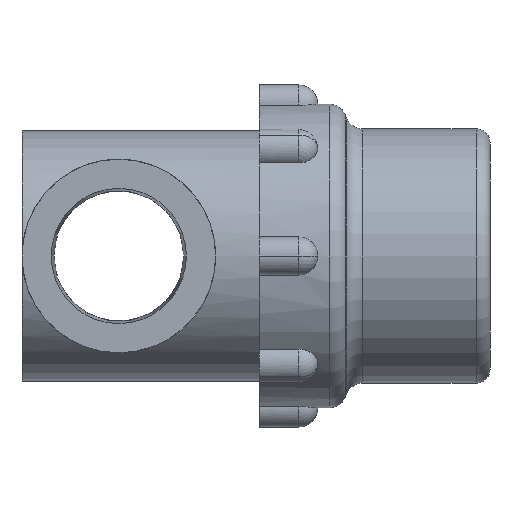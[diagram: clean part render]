
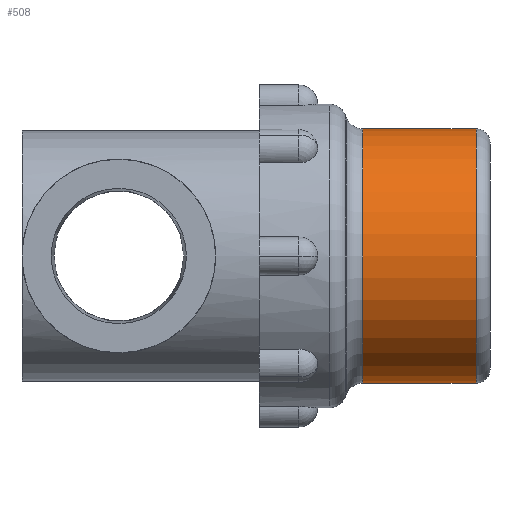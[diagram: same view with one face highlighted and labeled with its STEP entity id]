
A CAD part, left-side view. The second image highlights one B-rep face of the part: STEP entity #508.
In plain terms, the highlighted cylindrical face has radius 18.605 mm (diameter 37.211 mm), a partial arc.
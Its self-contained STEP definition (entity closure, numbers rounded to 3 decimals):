
#95 = AXIS2_PLACEMENT_3D ( 'NONE', #1175, #1174, #1173 ) ;
#130 = CIRCLE ( 'NONE', #95, 18.605 ) ;
#361 = EDGE_CURVE ( 'NONE', #2262, #2263, #130, .T. ) ;
#508 = ADVANCED_FACE ( 'NONE', ( #2057 ), #2060, .T. ) ;
#534 = EDGE_CURVE ( 'NONE', #2260, #2261, #590, .T. ) ;
#537 = EDGE_CURVE ( 'NONE', #2260, #2262, #2084, .T. ) ;
#540 = EDGE_CURVE ( 'NONE', #2261, #2263, #2085, .T. ) ;
#588 = AXIS2_PLACEMENT_3D ( 'NONE', #3272, #2537, #2949 ) ;
#590 = CIRCLE ( 'NONE', #588, 18.605 ) ;
#668 = AXIS2_PLACEMENT_3D ( 'NONE', #3417, #3418, #3218 ) ;
#1173 = DIRECTION ( 'NONE',  ( 0., 0., -1. ) ) ;
#1174 = DIRECTION ( 'NONE',  ( 0., -1., 0. ) ) ;
#1175 = CARTESIAN_POINT ( 'NONE',  ( 0., 2.032, 0. ) ) ;
#1976 = EDGE_LOOP ( 'NONE', ( #2335, #2336, #2337, #2333 ) ) ;
#2057 = FACE_OUTER_BOUND ( 'NONE', #1976, .T. ) ;
#2060 = CYLINDRICAL_SURFACE ( 'NONE', #668, 18.605 ) ;
#2084 = LINE ( 'NONE', #3469, #2108 ) ;
#2085 = LINE ( 'NONE', #3264, #2110 ) ;
#2108 = VECTOR ( 'NONE', #3467, 1000. ) ;
#2110 = VECTOR ( 'NONE', #3505, 1000. ) ;
#2260 = VERTEX_POINT ( 'NONE', #3451 ) ;
#2261 = VERTEX_POINT ( 'NONE', #3452 ) ;
#2262 = VERTEX_POINT ( 'NONE', #3269 ) ;
#2263 = VERTEX_POINT ( 'NONE', #3270 ) ;
#2333 = ORIENTED_EDGE ( 'NONE', *, *, #361, .F. ) ;
#2335 = ORIENTED_EDGE ( 'NONE', *, *, #537, .F. ) ;
#2336 = ORIENTED_EDGE ( 'NONE', *, *, #534, .T. ) ;
#2337 = ORIENTED_EDGE ( 'NONE', *, *, #540, .T. ) ;
#2537 = DIRECTION ( 'NONE',  ( 0., -1., 0. ) ) ;
#2949 = DIRECTION ( 'NONE',  ( 0., 0., -1. ) ) ;
#3218 = DIRECTION ( 'NONE',  ( 0., 0., -1. ) ) ;
#3264 = CARTESIAN_POINT ( 'NONE',  ( 0., 0., -18.605 ) ) ;
#3269 = CARTESIAN_POINT ( 'NONE',  ( 0., 2.032, 18.605 ) ) ;
#3270 = CARTESIAN_POINT ( 'NONE',  ( 0., 2.032, -18.605 ) ) ;
#3272 = CARTESIAN_POINT ( 'NONE',  ( 0., 18.634, 0. ) ) ;
#3417 = CARTESIAN_POINT ( 'NONE',  ( 0., 0., 0. ) ) ;
#3418 = DIRECTION ( 'NONE',  ( 0., -1., 0. ) ) ;
#3451 = CARTESIAN_POINT ( 'NONE',  ( 0., 18.634, 18.605 ) ) ;
#3452 = CARTESIAN_POINT ( 'NONE',  ( 0., 18.634, -18.605 ) ) ;
#3467 = DIRECTION ( 'NONE',  ( 0., -1., 0. ) ) ;
#3469 = CARTESIAN_POINT ( 'NONE',  ( 0., 0., 18.605 ) ) ;
#3505 = DIRECTION ( 'NONE',  ( 0., -1., 0. ) ) ;
